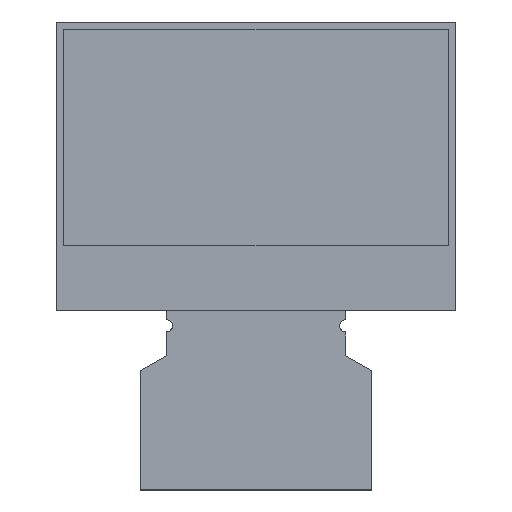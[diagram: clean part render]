
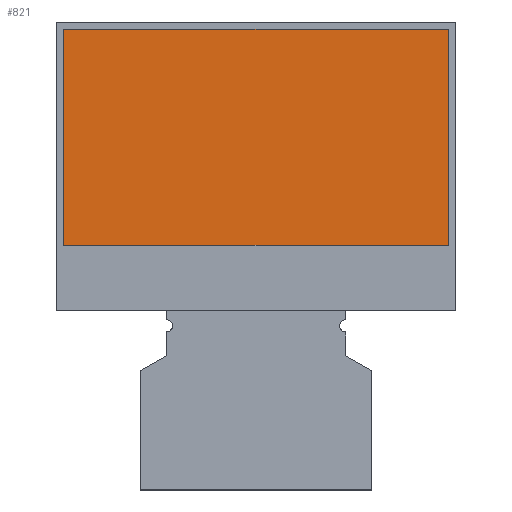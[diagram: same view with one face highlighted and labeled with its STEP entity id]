
A CAD part, top view. The second image highlights one B-rep face of the part: STEP entity #821.
In plain terms, the highlighted planar face has unit normal (0, 0, 1).
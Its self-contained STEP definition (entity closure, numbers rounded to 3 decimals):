
#692 = VERTEX_POINT('',#693);
#693 = CARTESIAN_POINT('',(0.5,4.36,1.65));
#708 = VERTEX_POINT('',#709);
#709 = CARTESIAN_POINT('',(0.5,18.76,1.65));
#715 = EDGE_CURVE('',#692,#708,#716,.T.);
#716 = LINE('',#717,#718);
#717 = CARTESIAN_POINT('',(0.5,4.36,1.65));
#718 = VECTOR('',#719,1.);
#719 = DIRECTION('',(0.,1.,0.));
#732 = VERTEX_POINT('',#733);
#733 = CARTESIAN_POINT('',(26.2,4.36,1.65));
#748 = VERTEX_POINT('',#749);
#749 = CARTESIAN_POINT('',(26.2,18.76,1.65));
#755 = EDGE_CURVE('',#732,#748,#756,.T.);
#756 = LINE('',#757,#758);
#757 = CARTESIAN_POINT('',(26.2,4.36,1.65));
#758 = VECTOR('',#759,1.);
#759 = DIRECTION('',(0.,1.,0.));
#776 = EDGE_CURVE('',#692,#732,#777,.T.);
#777 = LINE('',#778,#779);
#778 = CARTESIAN_POINT('',(0.5,4.36,1.65));
#779 = VECTOR('',#780,1.);
#780 = DIRECTION('',(1.,0.,0.));
#798 = EDGE_CURVE('',#708,#748,#799,.T.);
#799 = LINE('',#800,#801);
#800 = CARTESIAN_POINT('',(0.5,18.76,1.65));
#801 = VECTOR('',#802,1.);
#802 = DIRECTION('',(1.,0.,0.));
#821 = ADVANCED_FACE('',(#822),#828,.T.);
#822 = FACE_BOUND('',#823,.T.);
#823 = EDGE_LOOP('',(#824,#825,#826,#827));
#824 = ORIENTED_EDGE('',*,*,#715,.F.);
#825 = ORIENTED_EDGE('',*,*,#776,.T.);
#826 = ORIENTED_EDGE('',*,*,#755,.T.);
#827 = ORIENTED_EDGE('',*,*,#798,.F.);
#828 = PLANE('',#829);
#829 = AXIS2_PLACEMENT_3D('',#830,#831,#832);
#830 = CARTESIAN_POINT('',(0.5,4.36,1.65));
#831 = DIRECTION('',(0.,0.,1.));
#832 = DIRECTION('',(1.,0.,0.));
